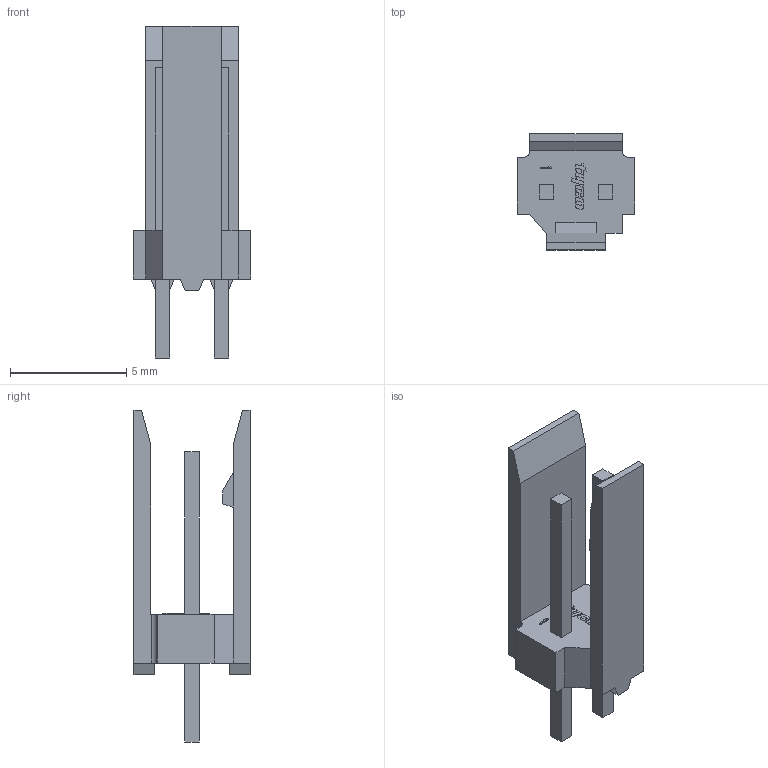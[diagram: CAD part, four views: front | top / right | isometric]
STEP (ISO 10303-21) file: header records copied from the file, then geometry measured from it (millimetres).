
FILE_DESCRIPTION(('STEP AP203'),'1');
FILE_NAME('281695-2.stp','2022-02-03T20:53:44',('TraceParts'),('TraceParts S.A.'),'Spatial InterOp 3D',' ',' ');
FILE_SCHEMA(('CONFIG_CONTROL_DESIGN'));
Length unit declared in the file: millimetre
Products named in the file (1): 1
Bounding box: 5.08 x 5 x 14.3 mm (x, y, z)
Volume: 94.7 mm3; surface area: 279.5 mm2
Topology: 1 solids, 1 shells, 157 faces, 430 edges, 286 vertices
Faces by surface type: plane 117, cylinder 40
Entity records: 4992 total; most frequent: CARTESIAN_POINT 874, ORIENTED_EDGE 860, DIRECTION 826, EDGE_CURVE 430, LINE 350, VECTOR 350, VERTEX_POINT 286, AXIS2_PLACEMENT_3D 238
